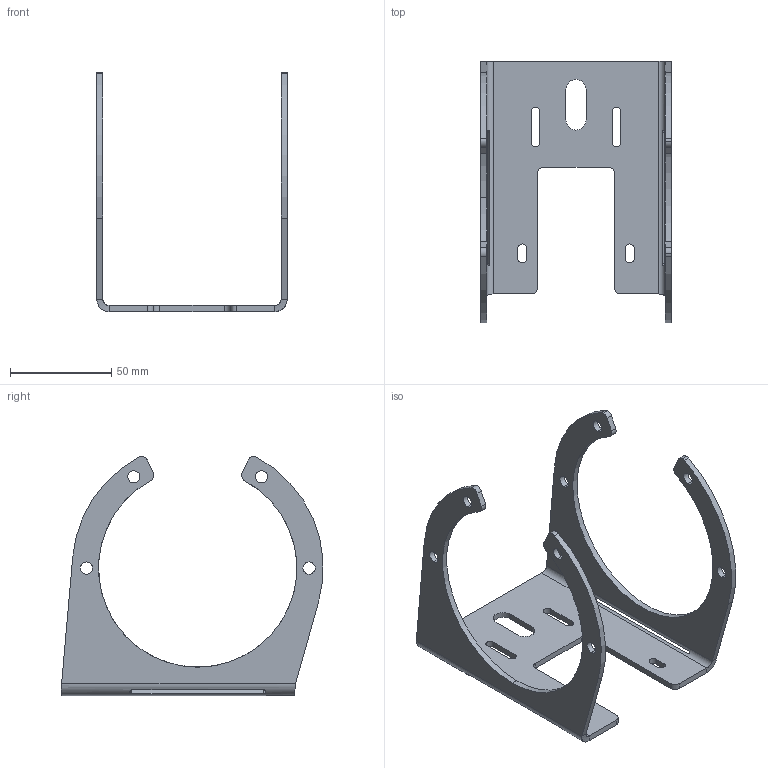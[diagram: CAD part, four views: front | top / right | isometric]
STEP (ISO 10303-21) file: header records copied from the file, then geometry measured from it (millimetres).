
FILE_DESCRIPTION (( 'STEP AP214' ), '1' );
FILE_NAME ('BLKS-SM009-Diff_rib.STEP', '2025-08-11T07:17:34', ( '' ), ( '' ), 'SwSTEP 2.0', 'SolidWorks 2024', '' );
FILE_SCHEMA (( 'AUTOMOTIVE_DESIGN' ));
Length unit declared in the file: millimetre
Products named in the file (1): BLKS-SM009-Diff_rib
Bounding box: 94 x 129.37 x 118.14 mm (x, y, z)
Volume: 51559.6 mm3; surface area: 40428.5 mm2
Topology: 1 solids, 1 shells, 93 faces, 257 edges, 166 vertices
Faces by surface type: cylinder 51, plane 34, bspline 8
Entity records: 3520 total; most frequent: CARTESIAN_POINT 1065, ORIENTED_EDGE 514, DIRECTION 491, EDGE_CURVE 257, AXIS2_PLACEMENT_3D 180, VERTEX_POINT 166, VECTOR 131, LINE 131
